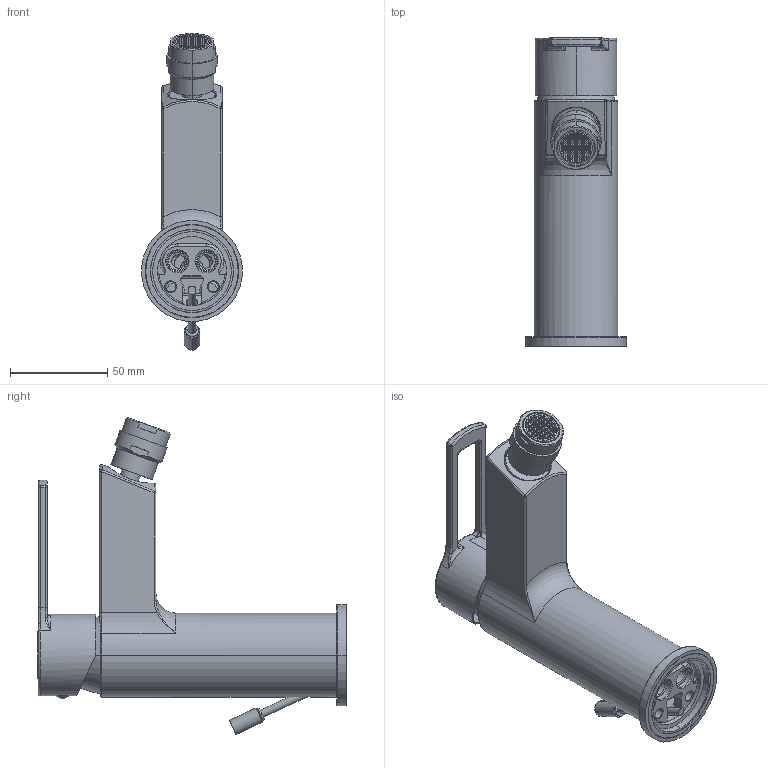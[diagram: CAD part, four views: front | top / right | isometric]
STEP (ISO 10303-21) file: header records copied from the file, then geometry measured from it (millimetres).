
FILE_DESCRIPTION((''),'2;1');
FILE_NAME('RIN135CR','2021-05-04T11:33:00',('ut3'),('PAFFONI SpA'),'CREO PARAMETRIC BY PTC INC, 2020044','CREO PARAMETRIC BY PTC INC, 2020044','');
FILE_SCHEMA(('CONFIG_CONTROL_DESIGN','SHAPE_APPEARANCE_LAYERS_GROUPS'));
Length unit declared in the file: millimetre
Products named in the file (1): RIN135CR
Bounding box: 52 x 158.92 x 163.03 mm (x, y, z)
Volume: 168843.9 mm3; surface area: 104196.9 mm2
Topology: 4 solids, 4 shells, 3410 faces, 9795 edges, 6352 vertices
Faces by surface type: plane 2388, cylinder 537, cone 195, torus 146, bspline 97, sphere 43, extrusion 4
Entity records: 137941 total; most frequent: CARTESIAN_POINT 31751, ORIENTED_EDGE 19560, DIRECTION 18792, EDGE_CURVE 9780, VERTEX_POINT 6352, VECTOR 6302, LINE 6298, AXIS2_PLACEMENT_3D 6245
